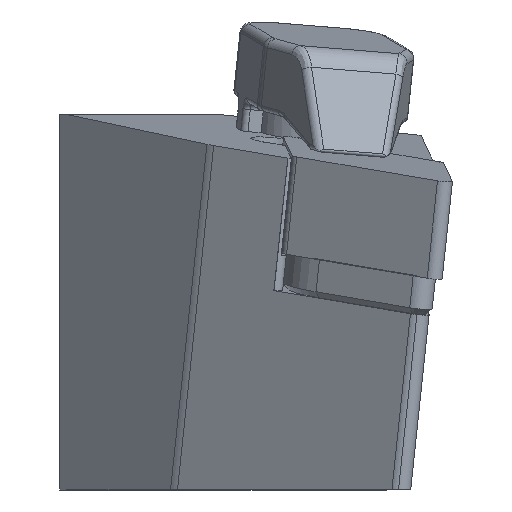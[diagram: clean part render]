
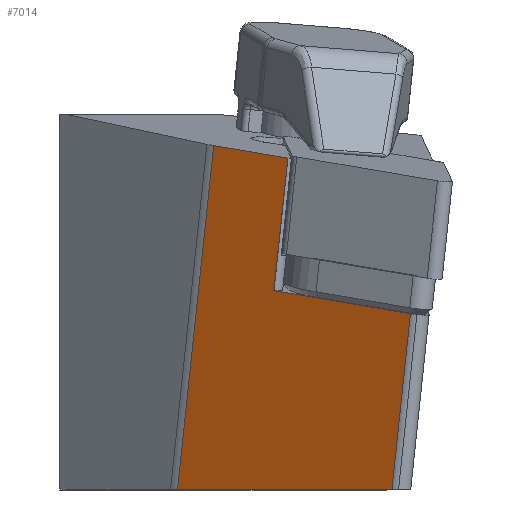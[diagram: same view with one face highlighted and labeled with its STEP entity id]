
A CAD part, left-side view. The second image highlights one B-rep face of the part: STEP entity #7014.
In plain terms, the highlighted planar face has unit normal (-0.849, 0.527, -0.034).
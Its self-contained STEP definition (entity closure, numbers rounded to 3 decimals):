
#73 = ORIENTED_EDGE ( 'NONE', *, *, #7054, .T. ) ;
#110 = LINE ( 'NONE', #1656, #7622 ) ;
#907 = CARTESIAN_POINT ( 'NONE',  ( -111.279, 2.312, 0.705 ) ) ;
#914 = DIRECTION ( 'NONE',  ( -0.518, -0.843, -0.143 ) ) ;
#1025 = VERTEX_POINT ( 'NONE', #5942 ) ;
#1128 = VERTEX_POINT ( 'NONE', #3847 ) ;
#1178 = VECTOR ( 'NONE', #914, 1000. ) ;
#1179 = FACE_OUTER_BOUND ( 'NONE', #7666, .T. ) ;
#1230 = ORIENTED_EDGE ( 'NONE', *, *, #5006, .F. ) ;
#1591 = EDGE_CURVE ( 'NONE', #1025, #5491, #3867, .T. ) ;
#1656 = CARTESIAN_POINT ( 'NONE',  ( -113.078, 0.524, 17.722 ) ) ;
#1955 = LINE ( 'NONE', #4456, #2995 ) ;
#2248 = CARTESIAN_POINT ( 'NONE',  ( -116.577, -7.277, -15.5 ) ) ;
#2384 = VERTEX_POINT ( 'NONE', #6355 ) ;
#2449 = EDGE_CURVE ( 'NONE', #2384, #5491, #1955, .T. ) ;
#2750 = ORIENTED_EDGE ( 'NONE', *, *, #1591, .F. ) ;
#2869 = VERTEX_POINT ( 'NONE', #6685 ) ;
#2967 = ORIENTED_EDGE ( 'NONE', *, *, #2449, .T. ) ;
#2995 = VECTOR ( 'NONE', #3160, 1000. ) ;
#3117 = LINE ( 'NONE', #3673, #8308 ) ;
#3153 = DIRECTION ( 'NONE',  ( 0.527, 0.85, 0. ) ) ;
#3160 = DIRECTION ( 'NONE',  ( -0.527, -0.85, 0. ) ) ;
#3673 = CARTESIAN_POINT ( 'NONE',  ( -106.887, 10.19, 12.997 ) ) ;
#3847 = CARTESIAN_POINT ( 'NONE',  ( -108.721, 7.203, 12.489 ) ) ;
#3867 = LINE ( 'NONE', #6464, #8750 ) ;
#3890 = CARTESIAN_POINT ( 'NONE',  ( -130.591, -14.548, 219.429 ) ) ;
#4137 = VERTEX_POINT ( 'NONE', #907 ) ;
#4245 = LINE ( 'NONE', #4933, #1178 ) ;
#4350 = DIRECTION ( 'NONE',  ( 0.518, 0.843, 0.143 ) ) ;
#4456 = CARTESIAN_POINT ( 'NONE',  ( -105.833, 10.03, -15.5 ) ) ;
#4933 = CARTESIAN_POINT ( 'NONE',  ( -107.583, 8.334, 1.728 ) ) ;
#5006 = EDGE_CURVE ( 'NONE', #4137, #1025, #4245, .T. ) ;
#5183 = DIRECTION ( 'NONE',  ( 0.849, -0.527, 0.034 ) ) ;
#5413 = VECTOR ( 'NONE', #5900, 1000. ) ;
#5491 = VERTEX_POINT ( 'NONE', #2248 ) ;
#5900 = DIRECTION ( 'NONE',  ( 0.105, 0.104, -0.989 ) ) ;
#5914 = ORIENTED_EDGE ( 'NONE', *, *, #6989, .T. ) ;
#5942 = CARTESIAN_POINT ( 'NONE',  ( -118.09, -8.782, -1.181 ) ) ;
#5986 = ORIENTED_EDGE ( 'NONE', *, *, #8433, .T. ) ;
#6355 = CARTESIAN_POINT ( 'NONE',  ( -105.763, 10.144, -15.5 ) ) ;
#6368 = PLANE ( 'NONE',  #7386 ) ;
#6464 = CARTESIAN_POINT ( 'NONE',  ( -141.097, -31.663, 216.52 ) ) ;
#6685 = CARTESIAN_POINT ( 'NONE',  ( -112.417, 1.181, 11.466 ) ) ;
#6989 = EDGE_CURVE ( 'NONE', #4137, #2869, #110, .T. ) ;
#7014 = ADVANCED_FACE ( 'NONE', ( #1179 ), #6368, .F. ) ;
#7054 = EDGE_CURVE ( 'NONE', #1128, #2384, #7202, .T. ) ;
#7166 = CARTESIAN_POINT ( 'NONE',  ( -130.591, -14.548, 219.429 ) ) ;
#7202 = LINE ( 'NONE', #3890, #5413 ) ;
#7386 = AXIS2_PLACEMENT_3D ( 'NONE', #7166, #5183, #3153 ) ;
#7622 = VECTOR ( 'NONE', #8429, 1000. ) ;
#7666 = EDGE_LOOP ( 'NONE', ( #1230, #5914, #5986, #73, #2967, #2750 ) ) ;
#7738 = DIRECTION ( 'NONE',  ( 0.105, 0.104, -0.989 ) ) ;
#8308 = VECTOR ( 'NONE', #4350, 1000. ) ;
#8429 = DIRECTION ( 'NONE',  ( -0.105, -0.104, 0.989 ) ) ;
#8433 = EDGE_CURVE ( 'NONE', #2869, #1128, #3117, .T. ) ;
#8750 = VECTOR ( 'NONE', #7738, 1000. ) ;
